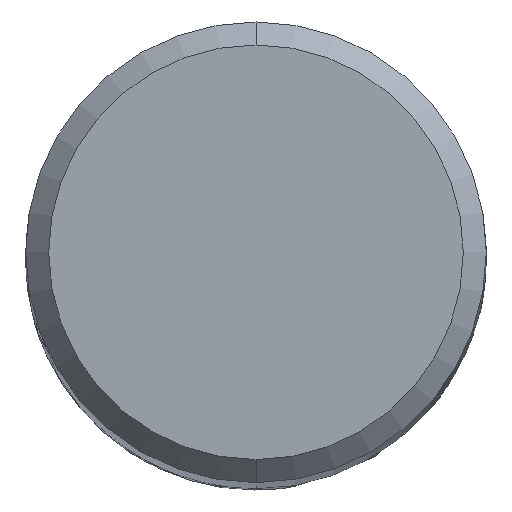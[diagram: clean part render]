
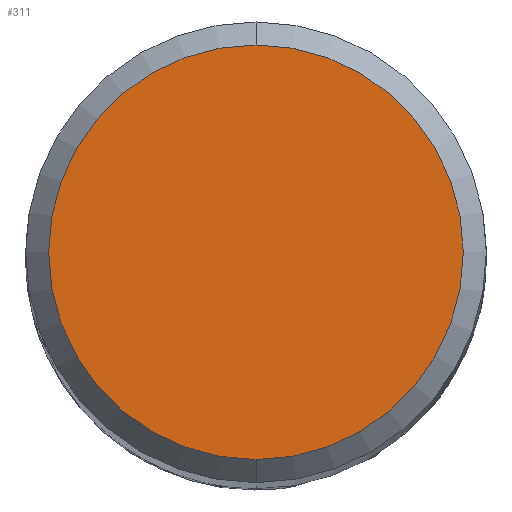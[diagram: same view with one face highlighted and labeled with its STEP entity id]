
A CAD part, top view. The second image highlights one B-rep face of the part: STEP entity #311.
In plain terms, the highlighted planar face has unit normal (0, 0, 1).
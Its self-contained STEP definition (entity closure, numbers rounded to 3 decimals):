
#311=ADVANCED_FACE('',(#866),#867,.T.);
#339=VERTEX_POINT('',#899);
#383=EDGE_CURVE('',#445,#339,#947,.T.);
#445=VERTEX_POINT('',#1015);
#579=EDGE_CURVE('',#339,#445,#1156,.T.);
#866=FACE_OUTER_BOUND('',#1503,.T.);
#867=PLANE('',#1504);
#899=CARTESIAN_POINT('',(0.,-3.6,0.0));
#947=CIRCLE('',#2084,3.6);
#1015=CARTESIAN_POINT('',(0.0,3.6,0.0));
#1156=CIRCLE('',#2634,3.6);
#1503=EDGE_LOOP('',(#3848,#3849));
#1504=AXIS2_PLACEMENT_3D('',#3850,#3851,#3852);
#2084=AXIS2_PLACEMENT_3D('',#3931,#3932,#3933);
#2634=AXIS2_PLACEMENT_3D('',#4158,#4159,#4160);
#3848=ORIENTED_EDGE('',*,*,#383,.F.);
#3849=ORIENTED_EDGE('',*,*,#579,.F.);
#3850=CARTESIAN_POINT('',(0.0,1.8,0.0));
#3851=DIRECTION('',(-0.0,0.0,1.0));
#3852=DIRECTION('',(0.0,-1.0,0.0));
#3931=CARTESIAN_POINT('',(0.0,0.0,0.0));
#3932=DIRECTION('',(0.0,0.0,-1.0));
#3933=DIRECTION('',(0.0,1.0,0.0));
#4158=CARTESIAN_POINT('',(0.0,0.0,0.0));
#4159=DIRECTION('',(0.0,0.0,-1.0));
#4160=DIRECTION('',(0.0,1.0,0.0));
